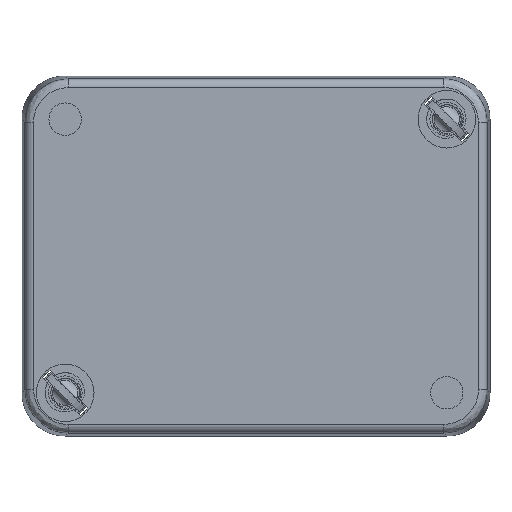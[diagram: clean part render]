
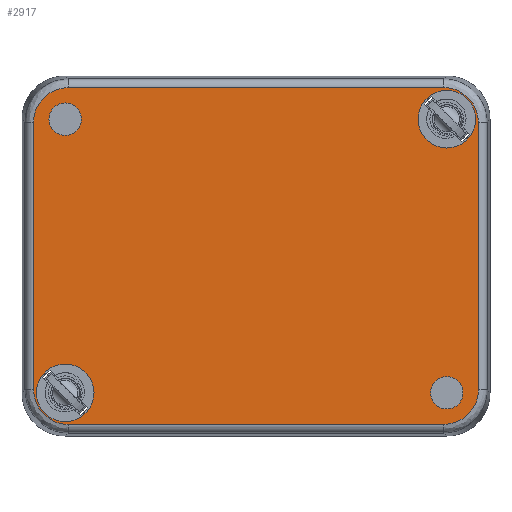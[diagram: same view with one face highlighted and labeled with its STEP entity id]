
A CAD part, front view. The second image highlights one B-rep face of the part: STEP entity #2917.
In plain terms, the highlighted planar face has unit normal (0, -1, 0).
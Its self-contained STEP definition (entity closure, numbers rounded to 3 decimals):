
#43=CARTESIAN_POINT('',(26.5,0.,-19.));
#44=DIRECTION('',(0.,-1.,0.));
#45=DIRECTION('',(0.,0.,-1.));
#46=AXIS2_PLACEMENT_3D('',#43,#44,#45);
#52=CARTESIAN_POINT('',(26.5,0.,-19.));
#53=DIRECTION('',(0.,-1.,0.));
#54=DIRECTION('',(0.,0.,1.));
#55=AXIS2_PLACEMENT_3D('',#52,#53,#54);
#60=CARTESIAN_POINT('',(-26.5,0.,19.));
#61=DIRECTION('',(0.,-1.,0.));
#62=DIRECTION('',(0.,0.,-1.));
#63=AXIS2_PLACEMENT_3D('',#60,#61,#62);
#68=CARTESIAN_POINT('',(-26.5,0.,19.));
#69=DIRECTION('',(0.,-1.,0.));
#70=DIRECTION('',(0.,0.,1.));
#71=AXIS2_PLACEMENT_3D('',#68,#69,#70);
#76=CARTESIAN_POINT('',(26.5,0.,19.));
#77=DIRECTION('',(0.,-1.,0.));
#78=DIRECTION('',(1.,0.,0.));
#79=AXIS2_PLACEMENT_3D('',#76,#77,#78);
#84=CARTESIAN_POINT('',(26.5,0.,19.));
#85=DIRECTION('',(0.,-1.,0.));
#86=DIRECTION('',(-1.,0.,0.));
#87=AXIS2_PLACEMENT_3D('',#84,#85,#86);
#92=CARTESIAN_POINT('',(-26.5,0.,-19.));
#93=DIRECTION('',(0.,-1.,0.));
#94=DIRECTION('',(1.,0.,0.));
#95=AXIS2_PLACEMENT_3D('',#92,#93,#94);
#100=CARTESIAN_POINT('',(-26.5,0.,-19.));
#101=DIRECTION('',(0.,-1.,0.));
#102=DIRECTION('',(-1.,0.,0.));
#103=AXIS2_PLACEMENT_3D('',#100,#101,#102);
#108=CARTESIAN_POINT('',(-26.085,0.,
23.384));
#109=CARTESIAN_POINT('',(-26.403,0.,
23.384));
#110=CARTESIAN_POINT('',(-27.025,0.,
23.323));
#111=CARTESIAN_POINT('',(-27.934,0.,
23.048));
#112=CARTESIAN_POINT('',(-28.769,0.,
22.601));
#113=CARTESIAN_POINT('',(-29.501,0.,
22.001));
#114=CARTESIAN_POINT('',(-30.102,0.,
21.268));
#115=CARTESIAN_POINT('',(-30.548,0.,
20.433));
#116=CARTESIAN_POINT('',(-30.823,0.,
19.525));
#117=CARTESIAN_POINT('',(-30.884,0.,
18.903));
#118=CARTESIAN_POINT('',(-30.884,0.,
18.585));
#123=DIRECTION('',(-1.,0.,0.));
#124=VECTOR('',#123,52.17);
#125=CARTESIAN_POINT('',(26.085,0.,23.384));
#126=LINE('',#125,#124);
#130=CARTESIAN_POINT('',(30.884,0.,18.585));
#131=CARTESIAN_POINT('',(30.884,0.,18.903));
#132=CARTESIAN_POINT('',(30.823,0.,
19.525));
#133=CARTESIAN_POINT('',(30.548,0.,20.434));
#134=CARTESIAN_POINT('',(30.101,0.,
21.269));
#135=CARTESIAN_POINT('',(29.501,0.,22.001));
#136=CARTESIAN_POINT('',(28.768,0.,
22.602));
#137=CARTESIAN_POINT('',(27.933,0.,23.048));
#138=CARTESIAN_POINT('',(27.025,0.,
23.323));
#139=CARTESIAN_POINT('',(26.403,0.,23.384));
#140=CARTESIAN_POINT('',(26.085,0.,23.384));
#145=DIRECTION('',(0.,0.,1.));
#146=VECTOR('',#145,37.17);
#147=CARTESIAN_POINT('',(30.884,0.,
-18.585));
#148=LINE('',#147,#146);
#152=CARTESIAN_POINT('',(26.085,0.,
-23.384));
#153=CARTESIAN_POINT('',(26.403,0.,
-23.384));
#154=CARTESIAN_POINT('',(27.025,0.,
-23.323));
#155=CARTESIAN_POINT('',(27.934,0.,
-23.048));
#156=CARTESIAN_POINT('',(28.769,0.,
-22.601));
#157=CARTESIAN_POINT('',(29.501,0.,
-22.001));
#158=CARTESIAN_POINT('',(30.102,0.,
-21.268));
#159=CARTESIAN_POINT('',(30.548,0.,
-20.433));
#160=CARTESIAN_POINT('',(30.823,0.,
-19.525));
#161=CARTESIAN_POINT('',(30.884,0.,
-18.903));
#162=CARTESIAN_POINT('',(30.884,0.,
-18.585));
#167=DIRECTION('',(1.,0.,0.));
#168=VECTOR('',#167,52.17);
#169=CARTESIAN_POINT('',(-26.085,0.,
-23.384));
#170=LINE('',#169,#168);
#174=CARTESIAN_POINT('',(-30.884,0.,
-18.585));
#175=CARTESIAN_POINT('',(-30.884,0.,
-18.903));
#176=CARTESIAN_POINT('',(-30.823,0.,
-19.525));
#177=CARTESIAN_POINT('',(-30.548,0.,
-20.434));
#178=CARTESIAN_POINT('',(-30.101,0.,
-21.269));
#179=CARTESIAN_POINT('',(-29.501,0.,
-22.001));
#180=CARTESIAN_POINT('',(-28.768,0.,
-22.602));
#181=CARTESIAN_POINT('',(-27.933,0.,
-23.048));
#182=CARTESIAN_POINT('',(-27.025,0.,
-23.323));
#183=CARTESIAN_POINT('',(-26.403,0.,
-23.384));
#184=CARTESIAN_POINT('',(-26.085,0.,
-23.384));
#189=DIRECTION('',(0.,0.,-1.));
#190=VECTOR('',#189,37.17);
#191=CARTESIAN_POINT('',(-30.884,0.,
18.585));
#192=LINE('',#191,#190);
#2600=CARTESIAN_POINT('',(26.5,0.,-21.25));
#2601=CARTESIAN_POINT('',(26.5,0.,-16.75));
#2602=VERTEX_POINT('',#2600);
#2603=VERTEX_POINT('',#2601);
#2604=CARTESIAN_POINT('',(-26.5,0.,16.75));
#2605=CARTESIAN_POINT('',(-26.5,0.,21.25));
#2606=VERTEX_POINT('',#2604);
#2607=VERTEX_POINT('',#2605);
#2640=CARTESIAN_POINT('',(30.5,0.,19.));
#2641=CARTESIAN_POINT('',(22.5,0.,19.));
#2642=VERTEX_POINT('',#2640);
#2643=VERTEX_POINT('',#2641);
#2644=CARTESIAN_POINT('',(-22.5,0.,-19.));
#2645=CARTESIAN_POINT('',(-30.5,0.,-19.));
#2646=VERTEX_POINT('',#2644);
#2647=VERTEX_POINT('',#2645);
#2848=VERTEX_POINT('',#108);
#2849=VERTEX_POINT('',#118);
#2852=CARTESIAN_POINT('',(-30.884,0.,
-18.585));
#2853=VERTEX_POINT('',#2852);
#2856=VERTEX_POINT('',#184);
#2858=CARTESIAN_POINT('',(26.085,0.,
-23.384));
#2859=VERTEX_POINT('',#2858);
#2862=VERTEX_POINT('',#162);
#2864=CARTESIAN_POINT('',(30.884,0.,
18.585));
#2865=VERTEX_POINT('',#2864);
#2868=VERTEX_POINT('',#140);
#2870=CARTESIAN_POINT('',(0.,0.,0.));
#2871=DIRECTION('',(0.,1.,0.));
#2872=DIRECTION('',(1.,0.,0.));
#2873=AXIS2_PLACEMENT_3D('',#2870,#2871,#2872);
#2874=PLANE('',#2873);
#2876=ORIENTED_EDGE('',*,*,#2875,.F.);
#2878=ORIENTED_EDGE('',*,*,#2877,.F.);
#2880=ORIENTED_EDGE('',*,*,#2879,.F.);
#2882=ORIENTED_EDGE('',*,*,#2881,.F.);
#2884=ORIENTED_EDGE('',*,*,#2883,.F.);
#2886=ORIENTED_EDGE('',*,*,#2885,.F.);
#2888=ORIENTED_EDGE('',*,*,#2887,.F.);
#2890=ORIENTED_EDGE('',*,*,#2889,.F.);
#2891=EDGE_LOOP('',(#2876,#2878,#2880,#2882,#2884,#2886,#2888,#2890));
#2892=FACE_OUTER_BOUND('',#2891,.F.);
#2894=ORIENTED_EDGE('',*,*,#2893,.T.);
#2896=ORIENTED_EDGE('',*,*,#2895,.T.);
#2897=EDGE_LOOP('',(#2894,#2896));
#2898=FACE_BOUND('',#2897,.F.);
#2900=ORIENTED_EDGE('',*,*,#2899,.T.);
#2902=ORIENTED_EDGE('',*,*,#2901,.T.);
#2903=EDGE_LOOP('',(#2900,#2902));
#2904=FACE_BOUND('',#2903,.F.);
#2906=ORIENTED_EDGE('',*,*,#2905,.T.);
#2908=ORIENTED_EDGE('',*,*,#2907,.T.);
#2909=EDGE_LOOP('',(#2906,#2908));
#2910=FACE_BOUND('',#2909,.F.);
#2912=ORIENTED_EDGE('',*,*,#2911,.T.);
#2914=ORIENTED_EDGE('',*,*,#2913,.T.);
#2915=EDGE_LOOP('',(#2912,#2914));
#2916=FACE_BOUND('',#2915,.F.);
#2917=ADVANCED_FACE('',(#2892,#2898,#2904,#2910,#2916),#2874,.F.);
#47=CIRCLE('',#46,2.25);
#56=CIRCLE('',#55,2.25);
#64=CIRCLE('',#63,2.25);
#72=CIRCLE('',#71,2.25);
#80=CIRCLE('',#79,4.);
#88=CIRCLE('',#87,4.);
#96=CIRCLE('',#95,4.);
#104=CIRCLE('',#103,4.);
#119=B_SPLINE_CURVE_WITH_KNOTS('',3,(#108,#109,#110,#111,#112,#113,#114,#115,
#116,#117,#118),.UNSPECIFIED.,.F.,.F.,(4,1,1,1,1,1,1,1,4),(0.,0.125,0.25,
0.375,0.5,0.625,0.75,0.875,1.),.UNSPECIFIED.);
#141=B_SPLINE_CURVE_WITH_KNOTS('',3,(#130,#131,#132,#133,#134,#135,#136,#137,
#138,#139,#140),.UNSPECIFIED.,.F.,.F.,(4,1,1,1,1,1,1,1,4),(0.,0.125,0.25,
0.375,0.5,0.625,0.75,0.875,1.),.UNSPECIFIED.);
#163=B_SPLINE_CURVE_WITH_KNOTS('',3,(#152,#153,#154,#155,#156,#157,#158,#159,
#160,#161,#162),.UNSPECIFIED.,.F.,.F.,(4,1,1,1,1,1,1,1,4),(0.,0.125,0.25,
0.375,0.5,0.625,0.75,0.875,1.),.UNSPECIFIED.);
#185=B_SPLINE_CURVE_WITH_KNOTS('',3,(#174,#175,#176,#177,#178,#179,#180,#181,
#182,#183,#184),.UNSPECIFIED.,.F.,.F.,(4,1,1,1,1,1,1,1,4),(0.,0.125,0.25,
0.375,0.5,0.625,0.75,0.875,1.),.UNSPECIFIED.);
#2875=EDGE_CURVE('',#2848,#2849,#119,.T.);
#2877=EDGE_CURVE('',#2868,#2848,#126,.T.);
#2879=EDGE_CURVE('',#2865,#2868,#141,.T.);
#2881=EDGE_CURVE('',#2862,#2865,#148,.T.);
#2883=EDGE_CURVE('',#2859,#2862,#163,.T.);
#2885=EDGE_CURVE('',#2856,#2859,#170,.T.);
#2887=EDGE_CURVE('',#2853,#2856,#185,.T.);
#2889=EDGE_CURVE('',#2849,#2853,#192,.T.);
#2893=EDGE_CURVE('',#2602,#2603,#47,.T.);
#2895=EDGE_CURVE('',#2603,#2602,#56,.T.);
#2899=EDGE_CURVE('',#2606,#2607,#64,.T.);
#2901=EDGE_CURVE('',#2607,#2606,#72,.T.);
#2905=EDGE_CURVE('',#2642,#2643,#80,.T.);
#2907=EDGE_CURVE('',#2643,#2642,#88,.T.);
#2911=EDGE_CURVE('',#2646,#2647,#96,.T.);
#2913=EDGE_CURVE('',#2647,#2646,#104,.T.);
